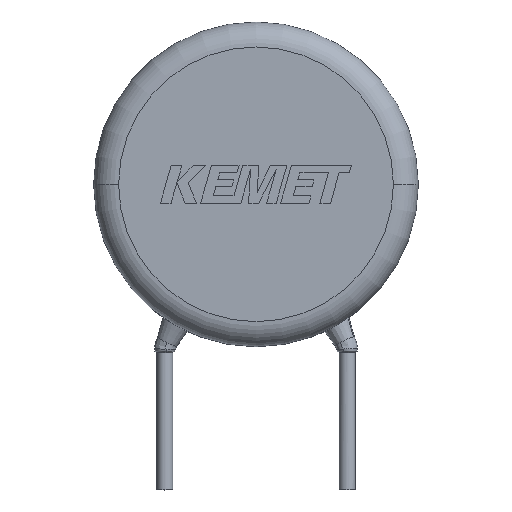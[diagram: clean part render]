
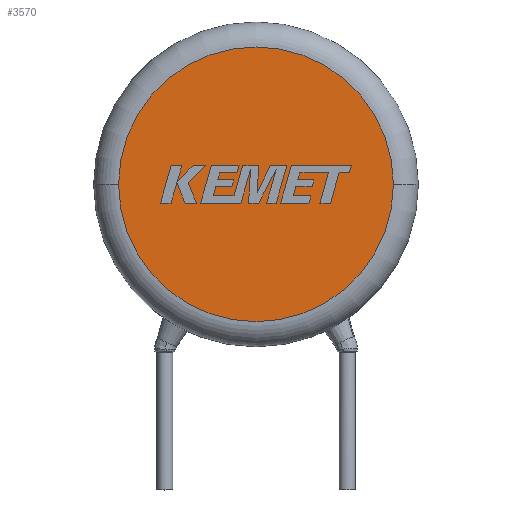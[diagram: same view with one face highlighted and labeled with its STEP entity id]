
A CAD part, top view. The second image highlights one B-rep face of the part: STEP entity #3570.
In plain terms, the highlighted planar face has unit normal (0, 0, 1).
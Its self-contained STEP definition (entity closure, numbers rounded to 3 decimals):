
#442 = VERTEX_POINT ( 'NONE', #996 ) ;
#535 = DIRECTION ( 'NONE',  ( 1., 0., 0. ) ) ;
#658 = DIRECTION ( 'NONE',  ( 0., 0., 1. ) ) ;
#853 = EDGE_LOOP ( 'NONE', ( #3438, #3015 ) ) ;
#996 = CARTESIAN_POINT ( 'NONE',  ( -5.5, 0., 5. ) ) ;
#1427 = AXIS2_PLACEMENT_3D ( 'NONE', #3232, #2577, #3873 ) ;
#1701 = AXIS2_PLACEMENT_3D ( 'NONE', #2606, #658, #2953 ) ;
#1723 = CARTESIAN_POINT ( 'NONE',  ( 5.5, 0., 5. ) ) ;
#1864 = CIRCLE ( 'NONE', #1427, 5.5 ) ;
#2487 = CARTESIAN_POINT ( 'NONE',  ( 0., 0., 5. ) ) ;
#2577 = DIRECTION ( 'NONE',  ( 0., 0., 1. ) ) ;
#2606 = CARTESIAN_POINT ( 'NONE',  ( 0., 0., 5. ) ) ;
#2646 = EDGE_CURVE ( 'NONE', #442, #3022, #3794, .T. ) ;
#2789 = AXIS2_PLACEMENT_3D ( 'NONE', #2487, #4107, #535 ) ;
#2848 = EDGE_CURVE ( 'NONE', #3022, #442, #1864, .T. ) ;
#2953 = DIRECTION ( 'NONE',  ( 1., 0., 0. ) ) ;
#3015 = ORIENTED_EDGE ( 'NONE', *, *, #2646, .T. ) ;
#3022 = VERTEX_POINT ( 'NONE', #1723 ) ;
#3065 = FACE_OUTER_BOUND ( 'NONE', #853, .T. ) ;
#3232 = CARTESIAN_POINT ( 'NONE',  ( 0., 0., 5. ) ) ;
#3400 = PLANE ( 'NONE',  #1701 ) ;
#3438 = ORIENTED_EDGE ( 'NONE', *, *, #2848, .T. ) ;
#3570 = ADVANCED_FACE ( 'NONE', ( #3065 ), #3400, .T. ) ;
#3794 = CIRCLE ( 'NONE', #2789, 5.5 ) ;
#3873 = DIRECTION ( 'NONE',  ( 1., 0., 0. ) ) ;
#4107 = DIRECTION ( 'NONE',  ( 0., 0., 1. ) ) ;
